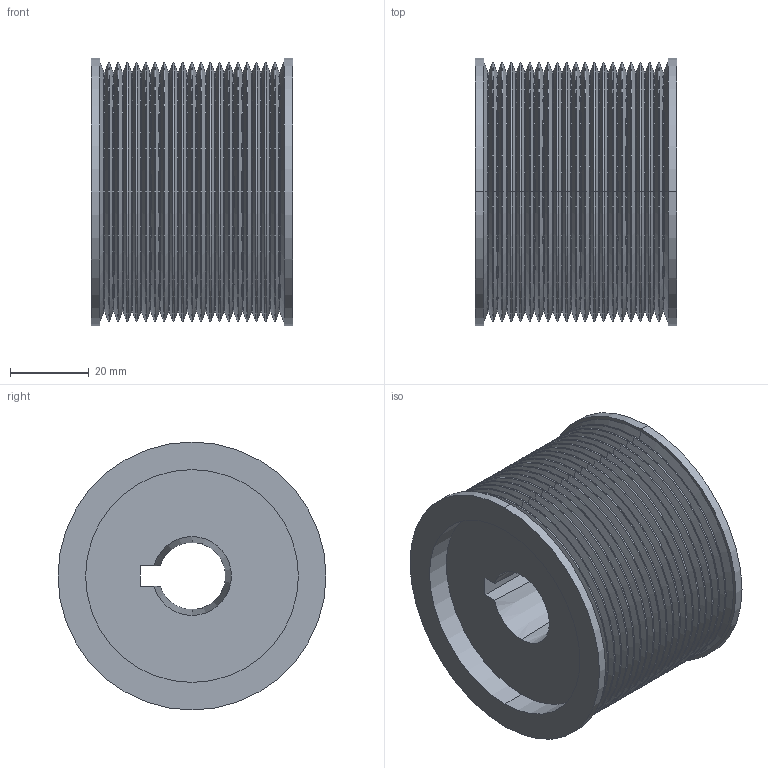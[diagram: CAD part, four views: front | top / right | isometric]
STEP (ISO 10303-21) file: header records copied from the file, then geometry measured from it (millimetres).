
FILE_DESCRIPTION (( 'STEP AP214' ), '1' );
FILE_NAME ('poulie poly v.STEP', '2024-08-28T18:20:07', ( '' ), ( '' ), 'SwSTEP 2.0', 'SolidWorks 2018', '' );
FILE_SCHEMA (( 'AUTOMOTIVE_DESIGN' ));
Length unit declared in the file: millimetre
Products named in the file (1): poulie poly v
Bounding box: 51.14 x 68 x 68 mm (x, y, z)
Volume: 130405.9 mm3; surface area: 34752.3 mm2
Topology: 1 solids, 1 shells, 218 faces, 440 edges, 228 vertices
Faces by surface type: torus 118, cone 83, plane 9, cylinder 8
Entity records: 5676 total; most frequent: DIRECTION 1216, CARTESIAN_POINT 893, ORIENTED_EDGE 880, AXIS2_PLACEMENT_3D 559, EDGE_CURVE 440, CIRCLE 340, VERTEX_POINT 228, EDGE_LOOP 224
